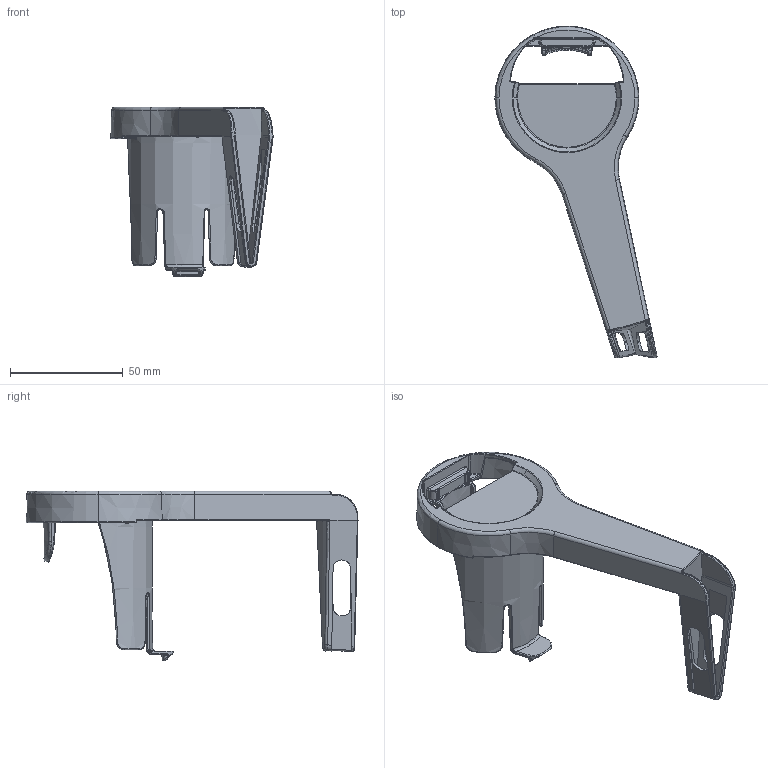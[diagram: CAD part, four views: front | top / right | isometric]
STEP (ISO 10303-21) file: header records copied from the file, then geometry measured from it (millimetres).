
FILE_DESCRIPTION (( 'STEP AP203' ), '1' );
FILE_NAME ('1729-H.STEP', '2016-10-07T08:10:27', ( '' ), ( '' ), 'SwSTEP 2.0', 'SolidWorks 2015', '' );
FILE_SCHEMA (( 'CONFIG_CONTROL_DESIGN' ));
Length unit declared in the file: millimetre
Products named in the file (1): 1729-H
Bounding box: 72.05 x 147.42 x 75.38 mm (x, y, z)
Volume: 30769.8 mm3; surface area: 35899.3 mm2
Topology: 1 solids, 1 shells, 743 faces, 1792 edges, 1013 vertices
Faces by surface type: bspline 333, cylinder 143, torus 102, plane 102, cone 38, sphere 25
Entity records: 30688 total; most frequent: CARTESIAN_POINT 16226, ORIENTED_EDGE 3514, DIRECTION 2447, EDGE_CURVE 1757, AXIS2_PLACEMENT_3D 1052, VERTEX_POINT 1013, EDGE_LOOP 746, FACE_OUTER_BOUND 743
